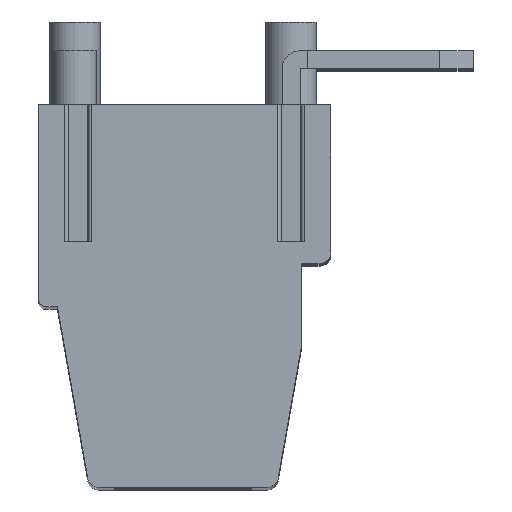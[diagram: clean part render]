
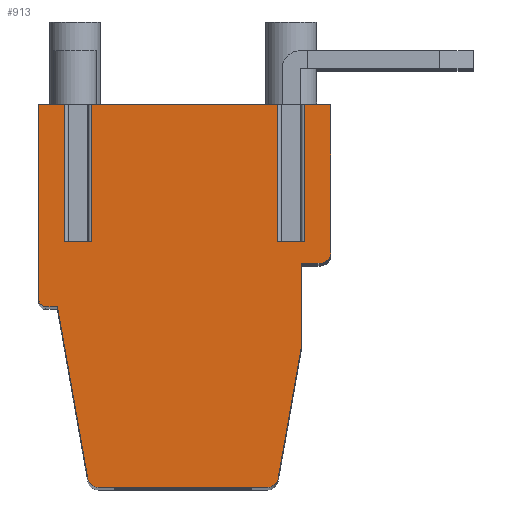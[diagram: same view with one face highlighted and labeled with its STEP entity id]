
A CAD part, top view. The second image highlights one B-rep face of the part: STEP entity #913.
In plain terms, the highlighted planar face has unit normal (0, 0, 1).
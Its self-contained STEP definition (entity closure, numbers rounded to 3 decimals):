
#913 = ADVANCED_FACE( '', ( #2097 ), #2098, .F. );
#2097 = FACE_OUTER_BOUND( '', #3573, .T. );
#2098 = PLANE( '', #3574 );
#3573 = EDGE_LOOP( '', ( #6286, #6287, #6288, #6289, #6290, #6291, #6292, #6293, #6294, #6295, #6296, #6297, #6298, #6299, #6300, #6301, #6302, #6303, #6304, #6305, #6306 ) );
#3574 = AXIS2_PLACEMENT_3D( '', #6307, #6308, #6309 );
#6286 = ORIENTED_EDGE( '', *, *, #9824, .T. );
#6287 = ORIENTED_EDGE( '', *, *, #9825, .T. );
#6288 = ORIENTED_EDGE( '', *, *, #9826, .T. );
#6289 = ORIENTED_EDGE( '', *, *, #8874, .T. );
#6290 = ORIENTED_EDGE( '', *, *, #9827, .T. );
#6291 = ORIENTED_EDGE( '', *, *, #9828, .F. );
#6292 = ORIENTED_EDGE( '', *, *, #9829, .T. );
#6293 = ORIENTED_EDGE( '', *, *, #9274, .T. );
#6294 = ORIENTED_EDGE( '', *, *, #9830, .T. );
#6295 = ORIENTED_EDGE( '', *, *, #9831, .F. );
#6296 = ORIENTED_EDGE( '', *, *, #9636, .T. );
#6297 = ORIENTED_EDGE( '', *, *, #9832, .T. );
#6298 = ORIENTED_EDGE( '', *, *, #9833, .T. );
#6299 = ORIENTED_EDGE( '', *, *, #9834, .T. );
#6300 = ORIENTED_EDGE( '', *, *, #9835, .T. );
#6301 = ORIENTED_EDGE( '', *, *, #9836, .F. );
#6302 = ORIENTED_EDGE( '', *, *, #8819, .F. );
#6303 = ORIENTED_EDGE( '', *, *, #9837, .T. );
#6304 = ORIENTED_EDGE( '', *, *, #9838, .T. );
#6305 = ORIENTED_EDGE( '', *, *, #9839, .T. );
#6306 = ORIENTED_EDGE( '', *, *, #9840, .T. );
#6307 = CARTESIAN_POINT( '', ( -71.048, 1.043, -12.5 ) );
#6308 = DIRECTION( '', ( 0., 0., -1. ) );
#6309 = DIRECTION( '', ( 0., -1., 0. ) );
#8819 = EDGE_CURVE( '', #10580, #10582, #10583, .T. );
#8874 = EDGE_CURVE( '', #10682, #10679, #10683, .F. );
#9274 = EDGE_CURVE( '', #11367, #11372, #11374, .T. );
#9636 = EDGE_CURVE( '', #11950, #11955, #11957, .T. );
#9824 = EDGE_CURVE( '', #12231, #12232, #12233, .T. );
#9825 = EDGE_CURVE( '', #12232, #12234, #12235, .T. );
#9826 = EDGE_CURVE( '', #12234, #10682, #12236, .T. );
#9827 = EDGE_CURVE( '', #10679, #12237, #12238, .T. );
#9828 = EDGE_CURVE( '', #12239, #12237, #12240, .T. );
#9829 = EDGE_CURVE( '', #12239, #11367, #12241, .T. );
#9830 = EDGE_CURVE( '', #11372, #12242, #12243, .T. );
#9831 = EDGE_CURVE( '', #11950, #12242, #12244, .T. );
#9832 = EDGE_CURVE( '', #11955, #12245, #12246, .T. );
#9833 = EDGE_CURVE( '', #12245, #12247, #12248, .T. );
#9834 = EDGE_CURVE( '', #12247, #12249, #12250, .T. );
#9835 = EDGE_CURVE( '', #12249, #12251, #12252, .T. );
#9836 = EDGE_CURVE( '', #10582, #12251, #12253, .T. );
#9837 = EDGE_CURVE( '', #10580, #12254, #12255, .T. );
#9838 = EDGE_CURVE( '', #12254, #12256, #12257, .T. );
#9839 = EDGE_CURVE( '', #12256, #12258, #12259, .T. );
#9840 = EDGE_CURVE( '', #12258, #12231, #12260, .F. );
#10580 = VERTEX_POINT( '', #13188 );
#10582 = VERTEX_POINT( '', #13191 );
#10583 = LINE( '', #13192, #13193 );
#10679 = VERTEX_POINT( '', #13330 );
#10682 = VERTEX_POINT( '', #13333 );
#10683 = LINE( '', #13334, #13335 );
#11367 = VERTEX_POINT( '', #14327 );
#11372 = VERTEX_POINT( '', #14334 );
#11374 = LINE( '', #14337, #14338 );
#11950 = VERTEX_POINT( '', #15171 );
#11955 = VERTEX_POINT( '', #15178 );
#11957 = LINE( '', #15181, #15182 );
#12231 = VERTEX_POINT( '', #15592 );
#12232 = VERTEX_POINT( '', #15593 );
#12233 = LINE( '', #15594, #15595 );
#12234 = VERTEX_POINT( '', #15596 );
#12235 = LINE( '', #15597, #15598 );
#12236 = LINE( '', #15599, #15600 );
#12237 = VERTEX_POINT( '', #15601 );
#12238 = LINE( '', #15602, #15603 );
#12239 = VERTEX_POINT( '', #15604 );
#12240 = LINE( '', #15605, #15606 );
#12241 = CIRCLE( '', #15607, 0.198 );
#12242 = VERTEX_POINT( '', #15608 );
#12243 = LINE( '', #15609, #15610 );
#12244 = CIRCLE( '', #15611, 0.298 );
#12245 = VERTEX_POINT( '', #15612 );
#12246 = CIRCLE( '', #15613, 0.298 );
#12247 = VERTEX_POINT( '', #15614 );
#12248 = LINE( '', #15615, #15616 );
#12249 = VERTEX_POINT( '', #15617 );
#12250 = LINE( '', #15618, #15619 );
#12251 = VERTEX_POINT( '', #15620 );
#12252 = LINE( '', #15621, #15622 );
#12253 = CIRCLE( '', #15623, 0.298 );
#12254 = VERTEX_POINT( '', #15624 );
#12255 = LINE( '', #15625, #15626 );
#12256 = VERTEX_POINT( '', #15627 );
#12257 = LINE( '', #15628, #15629 );
#12258 = VERTEX_POINT( '', #15630 );
#12259 = LINE( '', #15631, #15632 );
#12260 = LINE( '', #15633, #15634 );
#13188 = CARTESIAN_POINT( '', ( -66.95, 1.043, -12.5 ) );
#13191 = CARTESIAN_POINT( '', ( -66.95, -3.055, -12.5 ) );
#13192 = CARTESIAN_POINT( '', ( -66.95, 1.043, -12.5 ) );
#13193 = VECTOR( '', #16866, 1000. );
#13330 = CARTESIAN_POINT( '', ( -74.32, 1.043, -12.5 ) );
#13333 = CARTESIAN_POINT( '', ( -74.32, -2.757, -12.5 ) );
#13334 = CARTESIAN_POINT( '', ( -74.32, 1.043, -12.5 ) );
#13335 = VECTOR( '', #16920, 1000. );
#14327 = CARTESIAN_POINT( '', ( -74.848, -4.553, -12.5 ) );
#14334 = CARTESIAN_POINT( '', ( -74.527, -4.553, -12.5 ) );
#14337 = CARTESIAN_POINT( '', ( -74.848, -4.553, -12.5 ) );
#14338 = VECTOR( '', #17289, 1000. );
#15171 = CARTESIAN_POINT( '', ( -73.398, -9.558, -12.5 ) );
#15178 = CARTESIAN_POINT( '', ( -68.698, -9.558, -12.5 ) );
#15181 = CARTESIAN_POINT( '', ( -73.398, -9.558, -12.5 ) );
#15182 = VECTOR( '', #17633, 1000. );
#15592 = CARTESIAN_POINT( '', ( -68.42, 1.043, -12.5 ) );
#15593 = CARTESIAN_POINT( '', ( -73.58, 1.043, -12.5 ) );
#15594 = CARTESIAN_POINT( '', ( -71.048, 1.043, -12.5 ) );
#15595 = VECTOR( '', #17803, 1000. );
#15596 = CARTESIAN_POINT( '', ( -73.58, -2.757, -12.5 ) );
#15597 = CARTESIAN_POINT( '', ( -73.58, 1.043, -12.5 ) );
#15598 = VECTOR( '', #17804, 1000. );
#15599 = CARTESIAN_POINT( '', ( -73.63, -2.757, -12.5 ) );
#15600 = VECTOR( '', #17805, 1000. );
#15601 = CARTESIAN_POINT( '', ( -75.046, 1.043, -12.5 ) );
#15602 = CARTESIAN_POINT( '', ( -71.048, 1.043, -12.5 ) );
#15603 = VECTOR( '', #17806, 1000. );
#15604 = CARTESIAN_POINT( '', ( -75.046, -4.355, -12.5 ) );
#15605 = CARTESIAN_POINT( '', ( -75.046, -4.355, -12.5 ) );
#15606 = VECTOR( '', #17807, 1000. );
#15607 = AXIS2_PLACEMENT_3D( '', #17808, #17809, #17810 );
#15608 = CARTESIAN_POINT( '', ( -73.695, -9.275, -12.5 ) );
#15609 = CARTESIAN_POINT( '', ( -74.527, -4.553, -12.5 ) );
#15610 = VECTOR( '', #17811, 1000. );
#15611 = AXIS2_PLACEMENT_3D( '', #17812, #17813, #17814 );
#15612 = CARTESIAN_POINT( '', ( -68.401, -9.275, -12.5 ) );
#15613 = AXIS2_PLACEMENT_3D( '', #17815, #17816, #17817 );
#15614 = CARTESIAN_POINT( '', ( -67.764, -5.661, -12.5 ) );
#15615 = CARTESIAN_POINT( '', ( -68.405, -9.298, -12.5 ) );
#15616 = VECTOR( '', #17818, 1000. );
#15617 = CARTESIAN_POINT( '', ( -67.764, -3.353, -12.5 ) );
#15618 = CARTESIAN_POINT( '', ( -67.764, -5.661, -12.5 ) );
#15619 = VECTOR( '', #17819, 1000. );
#15620 = CARTESIAN_POINT( '', ( -67.248, -3.353, -12.5 ) );
#15621 = CARTESIAN_POINT( '', ( -67.764, -3.353, -12.5 ) );
#15622 = VECTOR( '', #17820, 1000. );
#15623 = AXIS2_PLACEMENT_3D( '', #17821, #17822, #17823 );
#15624 = CARTESIAN_POINT( '', ( -67.68, 1.043, -12.5 ) );
#15625 = CARTESIAN_POINT( '', ( -71.048, 1.043, -12.5 ) );
#15626 = VECTOR( '', #17824, 1000. );
#15627 = CARTESIAN_POINT( '', ( -67.68, -2.757, -12.5 ) );
#15628 = CARTESIAN_POINT( '', ( -67.68, 1.043, -12.5 ) );
#15629 = VECTOR( '', #17825, 1000. );
#15630 = CARTESIAN_POINT( '', ( -68.42, -2.757, -12.5 ) );
#15631 = CARTESIAN_POINT( '', ( -67.73, -2.757, -12.5 ) );
#15632 = VECTOR( '', #17826, 1000. );
#15633 = CARTESIAN_POINT( '', ( -68.42, 1.043, -12.5 ) );
#15634 = VECTOR( '', #17827, 1000. );
#16866 = DIRECTION( '', ( 0., -1., 0. ) );
#16920 = DIRECTION( '', ( 0., -1., 0. ) );
#17289 = DIRECTION( '', ( 1., 0., 0. ) );
#17633 = DIRECTION( '', ( 1., 0., 0. ) );
#17803 = DIRECTION( '', ( -1., 0., 0. ) );
#17804 = DIRECTION( '', ( 0., -1., 0. ) );
#17805 = DIRECTION( '', ( -1., 0., 0. ) );
#17806 = DIRECTION( '', ( -1., 0., 0. ) );
#17807 = DIRECTION( '', ( 0., 1., 0. ) );
#17808 = CARTESIAN_POINT( '', ( -74.848, -4.355, -12.5 ) );
#17809 = DIRECTION( '', ( 0., 0., 1. ) );
#17810 = DIRECTION( '', ( -1., 0., 0. ) );
#17811 = DIRECTION( '', ( 0.174, -0.985, 0. ) );
#17812 = CARTESIAN_POINT( '', ( -73.398, -9.26, -12.5 ) );
#17813 = DIRECTION( '', ( 0., 0., -1. ) );
#17814 = DIRECTION( '', ( 0., -1., 0. ) );
#17815 = CARTESIAN_POINT( '', ( -68.698, -9.26, -12.5 ) );
#17816 = DIRECTION( '', ( 0., 0., 1. ) );
#17817 = DIRECTION( '', ( 0., -1., 0. ) );
#17818 = DIRECTION( '', ( 0.174, 0.985, 0. ) );
#17819 = DIRECTION( '', ( 0., 1., 0. ) );
#17820 = DIRECTION( '', ( 1., 0., 0. ) );
#17821 = CARTESIAN_POINT( '', ( -67.248, -3.055, -12.5 ) );
#17822 = DIRECTION( '', ( 0., 0., -1. ) );
#17823 = DIRECTION( '', ( 1., 0., 0. ) );
#17824 = DIRECTION( '', ( -1., 0., 0. ) );
#17825 = DIRECTION( '', ( 0., -1., 0. ) );
#17826 = DIRECTION( '', ( -1., 0., 0. ) );
#17827 = DIRECTION( '', ( 0., -1., 0. ) );
